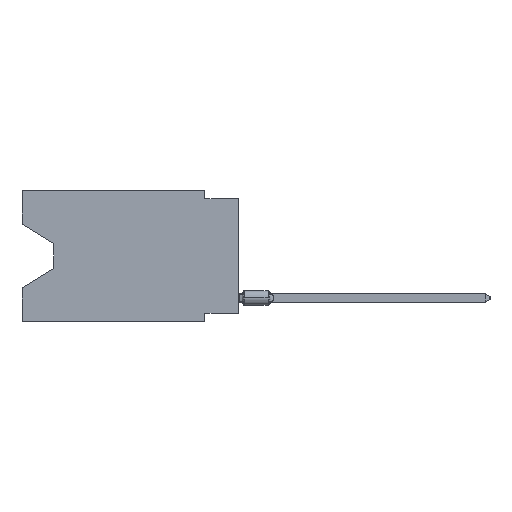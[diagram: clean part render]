
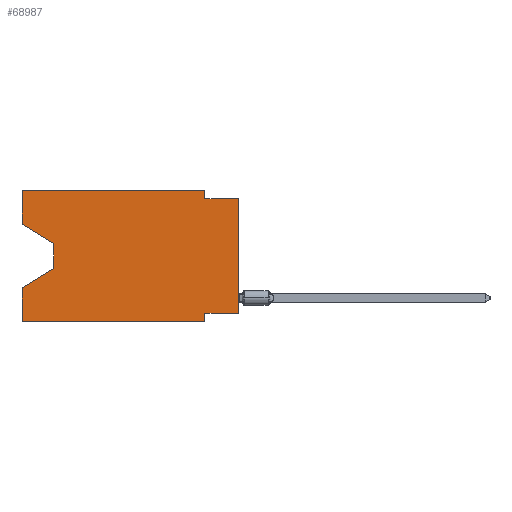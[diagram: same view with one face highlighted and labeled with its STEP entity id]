
A CAD part, left-side view. The second image highlights one B-rep face of the part: STEP entity #68987.
In plain terms, the highlighted planar face has unit normal (-1, 0, 0).
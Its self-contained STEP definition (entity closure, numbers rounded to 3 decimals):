
#1387 = EDGE_CURVE ( 'NONE', #24289, #4176, #77054, .T. ) ;
#2567 = CARTESIAN_POINT ( 'NONE',  ( 0., 16.383, 0. ) ) ;
#3171 = CARTESIAN_POINT ( 'NONE',  ( 0., 13.97, -4.013 ) ) ;
#4176 = VERTEX_POINT ( 'NONE', #65388 ) ;
#5420 = CARTESIAN_POINT ( 'NONE',  ( 0., 16.383, 0. ) ) ;
#5497 = ORIENTED_EDGE ( 'NONE', *, *, #6458, .T. ) ;
#5518 = DIRECTION ( 'NONE',  ( 0., 1., 0. ) ) ;
#6362 = ORIENTED_EDGE ( 'NONE', *, *, #1387, .T. ) ;
#6458 = EDGE_CURVE ( 'NONE', #65685, #60106, #79408, .T. ) ;
#7346 = EDGE_CURVE ( 'NONE', #47930, #28768, #55596, .T. ) ;
#8223 = VECTOR ( 'NONE', #52731, 1000. ) ;
#9894 = DIRECTION ( 'NONE',  ( 1., 0., 0. ) ) ;
#9966 = VECTOR ( 'NONE', #37102, 1000. ) ;
#9968 = ORIENTED_EDGE ( 'NONE', *, *, #18316, .T. ) ;
#10958 = CARTESIAN_POINT ( 'NONE',  ( 0., 2.54, -9.906 ) ) ;
#11816 = LINE ( 'NONE', #73843, #51612 ) ;
#12501 = VECTOR ( 'NONE', #67476, 1000. ) ;
#13197 = ORIENTED_EDGE ( 'NONE', *, *, #78857, .F. ) ;
#14144 = CARTESIAN_POINT ( 'NONE',  ( 0., 16.383, -9.906 ) ) ;
#15283 = ORIENTED_EDGE ( 'NONE', *, *, #57311, .F. ) ;
#16160 = CARTESIAN_POINT ( 'NONE',  ( 0., 0., -0.635 ) ) ;
#16866 = LINE ( 'NONE', #71524, #45526 ) ;
#18316 = EDGE_CURVE ( 'NONE', #60106, #63211, #48087, .T. ) ;
#19548 = DIRECTION ( 'NONE',  ( 0., 0., 1. ) ) ;
#21526 = LINE ( 'NONE', #16160, #8223 ) ;
#22474 = EDGE_CURVE ( 'NONE', #50269, #4176, #21526, .T. ) ;
#23501 = CARTESIAN_POINT ( 'NONE',  ( 0., 13.97, -5.893 ) ) ;
#24289 = VERTEX_POINT ( 'NONE', #41516 ) ;
#24390 = VERTEX_POINT ( 'NONE', #31643 ) ;
#26757 = CARTESIAN_POINT ( 'NONE',  ( 0., 16.383, -2.546 ) ) ;
#27481 = VECTOR ( 'NONE', #48484, 1000. ) ;
#27562 = ORIENTED_EDGE ( 'NONE', *, *, #44018, .T. ) ;
#27576 = DIRECTION ( 'NONE',  ( 0., 0., -1. ) ) ;
#27755 = VECTOR ( 'NONE', #65699, 1000. ) ;
#28768 = VERTEX_POINT ( 'NONE', #71867 ) ;
#28957 = EDGE_LOOP ( 'NONE', ( #27562, #5497, #9968, #44500, #69017, #44545, #15283, #6362, #36330, #58660, #13197, #76276 ) ) ;
#30475 = DIRECTION ( 'NONE',  ( 0., 0., 1. ) ) ;
#31643 = CARTESIAN_POINT ( 'NONE',  ( 0., 2.54, 0. ) ) ;
#34942 = DIRECTION ( 'NONE',  ( 0., 0., -1. ) ) ;
#36330 = ORIENTED_EDGE ( 'NONE', *, *, #22474, .F. ) ;
#36647 = LINE ( 'NONE', #5420, #77411 ) ;
#36849 = DIRECTION ( 'NONE',  ( 0., -0.855, -0.519 ) ) ;
#37102 = DIRECTION ( 'NONE',  ( 0., -1., 0. ) ) ;
#38894 = VECTOR ( 'NONE', #54074, 1000. ) ;
#41101 = FACE_OUTER_BOUND ( 'NONE', #28957, .T. ) ;
#41516 = CARTESIAN_POINT ( 'NONE',  ( 0., 0., -9.271 ) ) ;
#42446 = CARTESIAN_POINT ( 'NONE',  ( 0., 16.383, -7.36 ) ) ;
#43284 = LINE ( 'NONE', #79894, #73967 ) ;
#44018 = EDGE_CURVE ( 'NONE', #73883, #65685, #11816, .T. ) ;
#44500 = ORIENTED_EDGE ( 'NONE', *, *, #53300, .F. ) ;
#44545 = ORIENTED_EDGE ( 'NONE', *, *, #62322, .F. ) ;
#45526 = VECTOR ( 'NONE', #27576, 1000. ) ;
#47930 = VERTEX_POINT ( 'NONE', #14144 ) ;
#48087 = LINE ( 'NONE', #73561, #27481 ) ;
#48484 = DIRECTION ( 'NONE',  ( 0., 0.855, -0.519 ) ) ;
#48678 = VERTEX_POINT ( 'NONE', #78253 ) ;
#49121 = LINE ( 'NONE', #10958, #38894 ) ;
#50269 = VERTEX_POINT ( 'NONE', #73392 ) ;
#51612 = VECTOR ( 'NONE', #36849, 1000. ) ;
#51982 = CARTESIAN_POINT ( 'NONE',  ( 0., 0., 0. ) ) ;
#52731 = DIRECTION ( 'NONE',  ( 0., -1., 0. ) ) ;
#53300 = EDGE_CURVE ( 'NONE', #47930, #63211, #72258, .T. ) ;
#54074 = DIRECTION ( 'NONE',  ( 0., 0., -1. ) ) ;
#55596 = LINE ( 'NONE', #63396, #9966 ) ;
#57311 = EDGE_CURVE ( 'NONE', #24289, #48678, #43284, .T. ) ;
#58660 = ORIENTED_EDGE ( 'NONE', *, *, #67994, .F. ) ;
#58791 = AXIS2_PLACEMENT_3D ( 'NONE', #66175, #9894, #34942 ) ;
#58860 = LINE ( 'NONE', #2567, #75450 ) ;
#60106 = VERTEX_POINT ( 'NONE', #23501 ) ;
#61226 = PLANE ( 'NONE',  #58791 ) ;
#62322 = EDGE_CURVE ( 'NONE', #48678, #28768, #49121, .T. ) ;
#63211 = VERTEX_POINT ( 'NONE', #42446 ) ;
#63396 = CARTESIAN_POINT ( 'NONE',  ( 0., 16.383, -9.906 ) ) ;
#64871 = EDGE_CURVE ( 'NONE', #73883, #66356, #36647, .T. ) ;
#65388 = CARTESIAN_POINT ( 'NONE',  ( 0., 0., -0.635 ) ) ;
#65685 = VERTEX_POINT ( 'NONE', #3171 ) ;
#65699 = DIRECTION ( 'NONE',  ( 0., 0., 1. ) ) ;
#65799 = VECTOR ( 'NONE', #19548, 1000. ) ;
#66175 = CARTESIAN_POINT ( 'NONE',  ( 0., 16.383, 0. ) ) ;
#66356 = VERTEX_POINT ( 'NONE', #66573 ) ;
#66573 = CARTESIAN_POINT ( 'NONE',  ( 0., 16.383, 0. ) ) ;
#67476 = DIRECTION ( 'NONE',  ( 0., 0., -1. ) ) ;
#67994 = EDGE_CURVE ( 'NONE', #24390, #50269, #16866, .T. ) ;
#68987 = ADVANCED_FACE ( 'NONE', ( #41101 ), #61226, .F. ) ;
#69017 = ORIENTED_EDGE ( 'NONE', *, *, #7346, .T. ) ;
#70799 = DIRECTION ( 'NONE',  ( 0., -1., 0. ) ) ;
#71524 = CARTESIAN_POINT ( 'NONE',  ( 0., 2.54, 0. ) ) ;
#71867 = CARTESIAN_POINT ( 'NONE',  ( 0., 2.54, -9.906 ) ) ;
#72258 = LINE ( 'NONE', #79246, #27755 ) ;
#73392 = CARTESIAN_POINT ( 'NONE',  ( 0., 2.54, -0.635 ) ) ;
#73561 = CARTESIAN_POINT ( 'NONE',  ( 0., 13.97, -5.893 ) ) ;
#73843 = CARTESIAN_POINT ( 'NONE',  ( 0., 16.383, -2.546 ) ) ;
#73883 = VERTEX_POINT ( 'NONE', #26757 ) ;
#73967 = VECTOR ( 'NONE', #5518, 1000. ) ;
#75450 = VECTOR ( 'NONE', #70799, 1000. ) ;
#76276 = ORIENTED_EDGE ( 'NONE', *, *, #64871, .F. ) ;
#77054 = LINE ( 'NONE', #51982, #65799 ) ;
#77411 = VECTOR ( 'NONE', #30475, 1000. ) ;
#78253 = CARTESIAN_POINT ( 'NONE',  ( 0., 2.54, -9.271 ) ) ;
#78857 = EDGE_CURVE ( 'NONE', #66356, #24390, #58860, .T. ) ;
#79246 = CARTESIAN_POINT ( 'NONE',  ( 0., 16.383, 0. ) ) ;
#79408 = LINE ( 'NONE', #80213, #12501 ) ;
#79894 = CARTESIAN_POINT ( 'NONE',  ( 0., 0., -9.271 ) ) ;
#80213 = CARTESIAN_POINT ( 'NONE',  ( 0., 13.97, -4.013 ) ) ;
